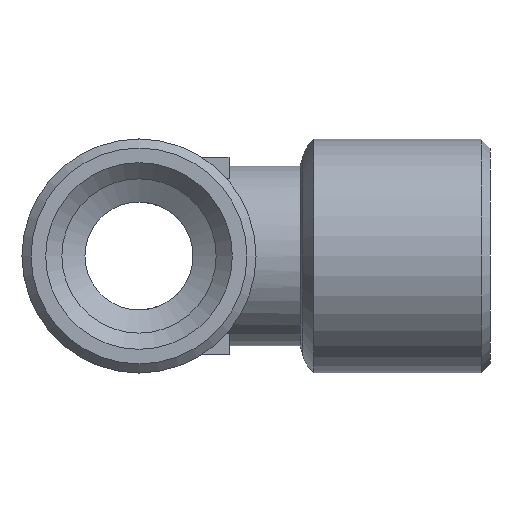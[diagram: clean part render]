
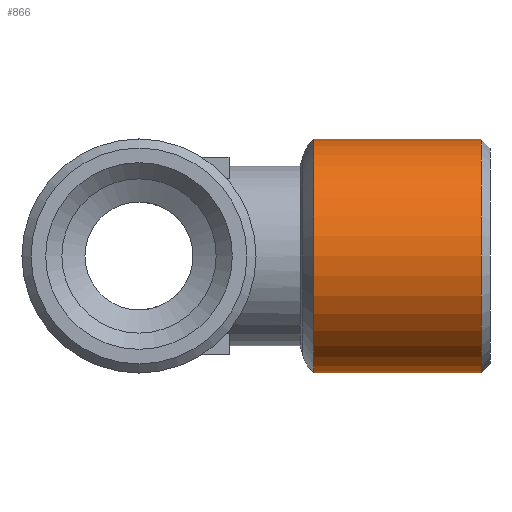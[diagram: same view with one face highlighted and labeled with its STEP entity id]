
A CAD part, left-side view. The second image highlights one B-rep face of the part: STEP entity #866.
In plain terms, the highlighted cylindrical face has radius 6.5 mm (diameter 13 mm), a full revolution.
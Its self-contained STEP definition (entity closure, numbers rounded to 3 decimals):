
#9 = AXIS2_PLACEMENT_3D ( 'NONE', #212, #213, #207 ) ;
#10 = AXIS2_PLACEMENT_3D ( 'NONE', #353, #351, #350 ) ;
#18 = AXIS2_PLACEMENT_3D ( 'NONE', #656, #645, #640 ) ;
#73 = AXIS2_PLACEMENT_3D ( 'NONE', #474, #473, #476 ) ;
#123 = EDGE_CURVE ( 'NONE', #897, #1440, #1131, .T. ) ;
#144 = EDGE_CURVE ( 'NONE', #930, #930, #1086, .T. ) ;
#148 = EDGE_CURVE ( 'NONE', #1440, #897, #1083, .T. ) ;
#207 = DIRECTION ( 'NONE',  ( 0., 0., 1. ) ) ;
#212 = CARTESIAN_POINT ( 'NONE',  ( 0., 11.288, 0. ) ) ;
#213 = DIRECTION ( 'NONE',  ( 0., 1., 0. ) ) ;
#241 = CARTESIAN_POINT ( 'NONE',  ( 0., 2., 6.5 ) ) ;
#264 = CARTESIAN_POINT ( 'NONE',  ( 0., 11.288, 6.5 ) ) ;
#303 = CARTESIAN_POINT ( 'NONE',  ( 0., 11.288, -6.5 ) ) ;
#350 = DIRECTION ( 'NONE',  ( 0., 0., 1. ) ) ;
#351 = DIRECTION ( 'NONE',  ( 0., 1., 0. ) ) ;
#353 = CARTESIAN_POINT ( 'NONE',  ( 0., 2., 0. ) ) ;
#473 = DIRECTION ( 'NONE',  ( 0., 1., 0. ) ) ;
#474 = CARTESIAN_POINT ( 'NONE',  ( 0., 2., 0. ) ) ;
#476 = DIRECTION ( 'NONE',  ( 0., 0., 1. ) ) ;
#640 = DIRECTION ( 'NONE',  ( 0., 0., 1. ) ) ;
#645 = DIRECTION ( 'NONE',  ( 0., 1., 0. ) ) ;
#656 = CARTESIAN_POINT ( 'NONE',  ( 0., 11.288, 0. ) ) ;
#866 = ADVANCED_FACE ( 'NONE', ( #1004, #1000 ), #998, .T. ) ;
#897 = VERTEX_POINT ( 'NONE', #303 ) ;
#930 = VERTEX_POINT ( 'NONE', #241 ) ;
#998 = CYLINDRICAL_SURFACE ( 'NONE', #73, 6.5 ) ;
#1000 = FACE_OUTER_BOUND ( 'NONE', #1369, .T. ) ;
#1004 = FACE_OUTER_BOUND ( 'NONE', #1363, .T. ) ;
#1083 = CIRCLE ( 'NONE', #9, 6.5 ) ;
#1086 = CIRCLE ( 'NONE', #10, 6.5 ) ;
#1131 = CIRCLE ( 'NONE', #18, 6.5 ) ;
#1265 = ORIENTED_EDGE ( 'NONE', *, *, #144, .T. ) ;
#1266 = ORIENTED_EDGE ( 'NONE', *, *, #123, .F. ) ;
#1267 = ORIENTED_EDGE ( 'NONE', *, *, #148, .F. ) ;
#1363 = EDGE_LOOP ( 'NONE', ( #1267, #1266 ) ) ;
#1369 = EDGE_LOOP ( 'NONE', ( #1265 ) ) ;
#1440 = VERTEX_POINT ( 'NONE', #264 ) ;
